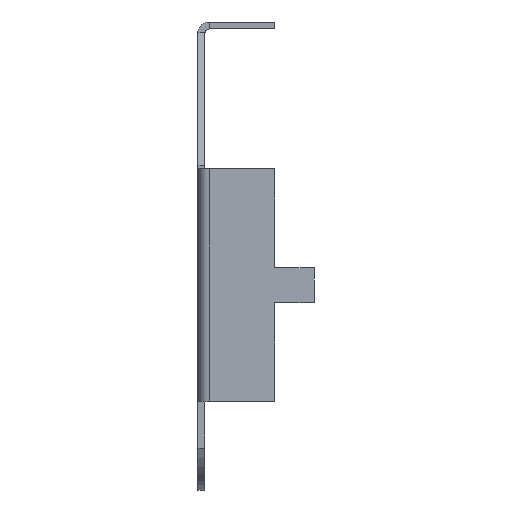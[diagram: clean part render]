
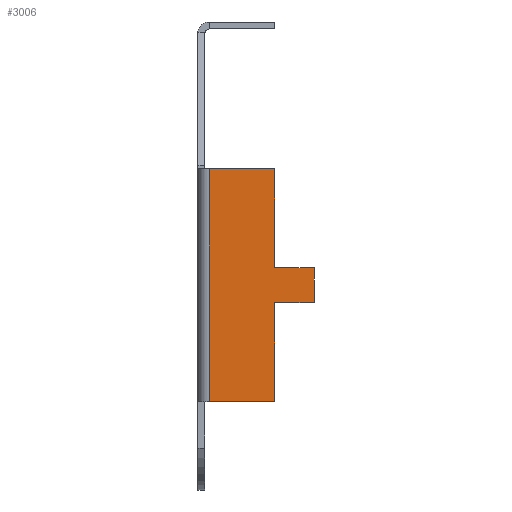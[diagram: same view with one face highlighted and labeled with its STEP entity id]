
A CAD part, left-side view. The second image highlights one B-rep face of the part: STEP entity #3006.
In plain terms, the highlighted planar face has unit normal (-1, 0, 0).
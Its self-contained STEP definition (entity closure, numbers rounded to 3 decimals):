
#26 = CARTESIAN_POINT ( 'NONE',  ( -10.85, 0., 0. ) ) ;
#38 = CARTESIAN_POINT ( 'NONE',  ( -10.85, -0.5, -16. ) ) ;
#75 = CARTESIAN_POINT ( 'NONE',  ( -10.85, -5., -10.25 ) ) ;
#118 = LINE ( 'NONE', #400, #843 ) ;
#120 = DIRECTION ( 'NONE',  ( 0., -1., 0. ) ) ;
#156 = CARTESIAN_POINT ( 'NONE',  ( -10.85, -3.3, -10.25 ) ) ;
#280 = CARTESIAN_POINT ( 'NONE',  ( -10.85, -5., -11.75 ) ) ;
#282 = EDGE_CURVE ( 'NONE', #1330, #1222, #1953, .T. ) ;
#291 = DIRECTION ( 'NONE',  ( 0., 1., 0. ) ) ;
#300 = ORIENTED_EDGE ( 'NONE', *, *, #2371, .T. ) ;
#325 = LINE ( 'NONE', #838, #892 ) ;
#400 = CARTESIAN_POINT ( 'NONE',  ( -10.85, -3.3, -6. ) ) ;
#469 = VECTOR ( 'NONE', #2022, 1000. ) ;
#479 = EDGE_CURVE ( 'NONE', #1330, #564, #2005, .T. ) ;
#534 = EDGE_CURVE ( 'NONE', #2157, #564, #1880, .T. ) ;
#564 = VERTEX_POINT ( 'NONE', #630 ) ;
#594 = EDGE_LOOP ( 'NONE', ( #1783, #1382, #2046, #300, #2402, #1592, #1025, #1433 ) ) ;
#597 = DIRECTION ( 'NONE',  ( 0., 1., 0. ) ) ;
#620 = VECTOR ( 'NONE', #597, 1000. ) ;
#630 = CARTESIAN_POINT ( 'NONE',  ( -10.85, -0.5, -6. ) ) ;
#797 = VERTEX_POINT ( 'NONE', #1756 ) ;
#838 = CARTESIAN_POINT ( 'NONE',  ( -10.85, -3.3, -11.75 ) ) ;
#843 = VECTOR ( 'NONE', #2643, 1000. ) ;
#892 = VECTOR ( 'NONE', #1325, 1000. ) ;
#903 = CARTESIAN_POINT ( 'NONE',  ( -10.85, -0.3, -6. ) ) ;
#1025 = ORIENTED_EDGE ( 'NONE', *, *, #1182, .T. ) ;
#1030 = DIRECTION ( 'NONE',  ( 1., 0., 0. ) ) ;
#1182 = EDGE_CURVE ( 'NONE', #797, #2157, #1190, .T. ) ;
#1190 = LINE ( 'NONE', #2194, #1280 ) ;
#1222 = VERTEX_POINT ( 'NONE', #2775 ) ;
#1274 = PLANE ( 'NONE',  #2422 ) ;
#1280 = VECTOR ( 'NONE', #2961, 1000. ) ;
#1325 = DIRECTION ( 'NONE',  ( 0., -1., 0. ) ) ;
#1330 = VERTEX_POINT ( 'NONE', #38 ) ;
#1382 = ORIENTED_EDGE ( 'NONE', *, *, #282, .T. ) ;
#1387 = DIRECTION ( 'NONE',  ( 0., 1., 0. ) ) ;
#1433 = ORIENTED_EDGE ( 'NONE', *, *, #534, .T. ) ;
#1550 = CARTESIAN_POINT ( 'NONE',  ( -10.85, -3.3, -11.75 ) ) ;
#1556 = LINE ( 'NONE', #280, #469 ) ;
#1592 = ORIENTED_EDGE ( 'NONE', *, *, #2475, .T. ) ;
#1746 = VERTEX_POINT ( 'NONE', #2684 ) ;
#1755 = CARTESIAN_POINT ( 'NONE',  ( -10.85, -0.5, 0. ) ) ;
#1756 = CARTESIAN_POINT ( 'NONE',  ( -10.85, -3.3, -10.25 ) ) ;
#1774 = VECTOR ( 'NONE', #1387, 1000. ) ;
#1783 = ORIENTED_EDGE ( 'NONE', *, *, #479, .F. ) ;
#1880 = LINE ( 'NONE', #903, #1774 ) ;
#1953 = LINE ( 'NONE', #2964, #3111 ) ;
#1957 = CARTESIAN_POINT ( 'NONE',  ( -10.85, -3.3, -6. ) ) ;
#2005 = LINE ( 'NONE', #1755, #2041 ) ;
#2022 = DIRECTION ( 'NONE',  ( 0., 0., 1. ) ) ;
#2041 = VECTOR ( 'NONE', #3055, 1000. ) ;
#2046 = ORIENTED_EDGE ( 'NONE', *, *, #2511, .T. ) ;
#2095 = LINE ( 'NONE', #156, #620 ) ;
#2157 = VERTEX_POINT ( 'NONE', #1957 ) ;
#2194 = CARTESIAN_POINT ( 'NONE',  ( -10.85, -3.3, -6. ) ) ;
#2334 = EDGE_CURVE ( 'NONE', #1746, #2373, #1556, .T. ) ;
#2371 = EDGE_CURVE ( 'NONE', #2692, #1746, #325, .T. ) ;
#2373 = VERTEX_POINT ( 'NONE', #75 ) ;
#2402 = ORIENTED_EDGE ( 'NONE', *, *, #2334, .T. ) ;
#2422 = AXIS2_PLACEMENT_3D ( 'NONE', #26, #1030, #291 ) ;
#2475 = EDGE_CURVE ( 'NONE', #2373, #797, #2095, .T. ) ;
#2511 = EDGE_CURVE ( 'NONE', #1222, #2692, #118, .T. ) ;
#2562 = FACE_OUTER_BOUND ( 'NONE', #594, .T. ) ;
#2643 = DIRECTION ( 'NONE',  ( 0., 0., 1. ) ) ;
#2684 = CARTESIAN_POINT ( 'NONE',  ( -10.85, -5., -11.75 ) ) ;
#2692 = VERTEX_POINT ( 'NONE', #1550 ) ;
#2775 = CARTESIAN_POINT ( 'NONE',  ( -10.85, -3.3, -16. ) ) ;
#2961 = DIRECTION ( 'NONE',  ( 0., 0., 1. ) ) ;
#2964 = CARTESIAN_POINT ( 'NONE',  ( -10.85, -3.3, -16. ) ) ;
#3006 = ADVANCED_FACE ( 'NONE', ( #2562 ), #1274, .F. ) ;
#3055 = DIRECTION ( 'NONE',  ( 0., 0., 1. ) ) ;
#3111 = VECTOR ( 'NONE', #120, 1000. ) ;
